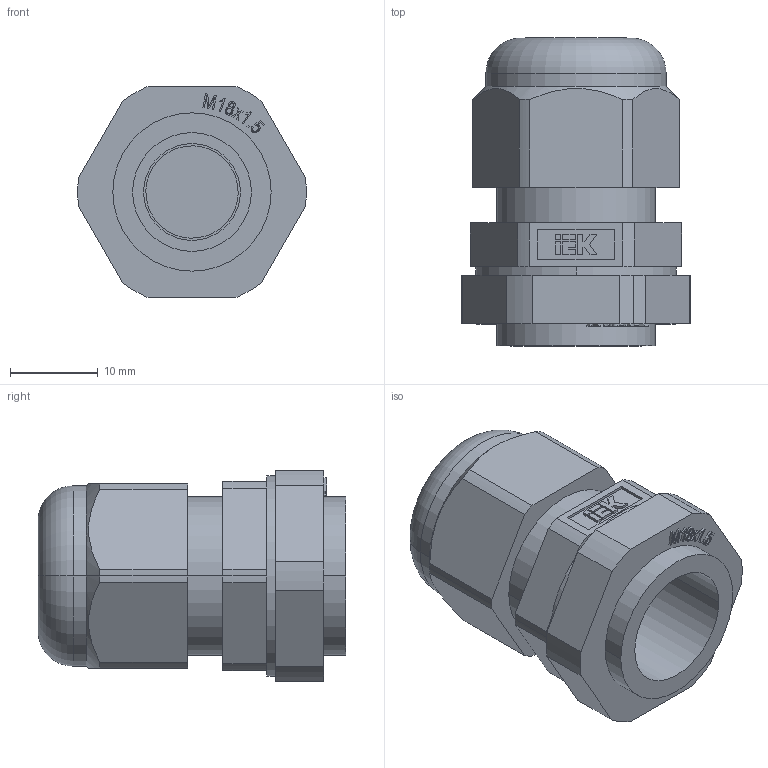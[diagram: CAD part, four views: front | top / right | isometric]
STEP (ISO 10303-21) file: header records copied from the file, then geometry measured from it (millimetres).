
FILE_DESCRIPTION (( 'STEP AP214' ), '1' );
FILE_NAME ('YSA20-10-11-54-K41 Ñàëüíèê PG 11 äèàìåòð ïðîâîäíèêà 7-9ìì IP54 ÈÝÊ.STEP', '2016-11-28T09:34:35', ( '' ), ( '' ), 'SwSTEP 2.0', 'SolidWorks 2014', '' );
FILE_SCHEMA (( 'AUTOMOTIVE_DESIGN' ));
Length unit declared in the file: millimetre
Products named in the file (1): YSA20-10-11-54-K41 Ñàëüíèê PG 11 äèàìåòð ïðîâîäíèêà 7-9ìì IP54 ÈÝÊ
Bounding box: 25.98 x 35 x 24 mm (x, y, z)
Volume: 7957.4 mm3; surface area: 9077 mm2
Topology: 5 solids, 5 shells, 354 faces, 941 edges, 624 vertices
Faces by surface type: plane 232, cylinder 49, bspline 48, cone 21, torus 4
Entity records: 13673 total; most frequent: CARTESIAN_POINT 5051, ORIENTED_EDGE 1882, DIRECTION 1577, EDGE_CURVE 941, VERTEX_POINT 624, LINE 585, VECTOR 585, AXIS2_PLACEMENT_3D 496
